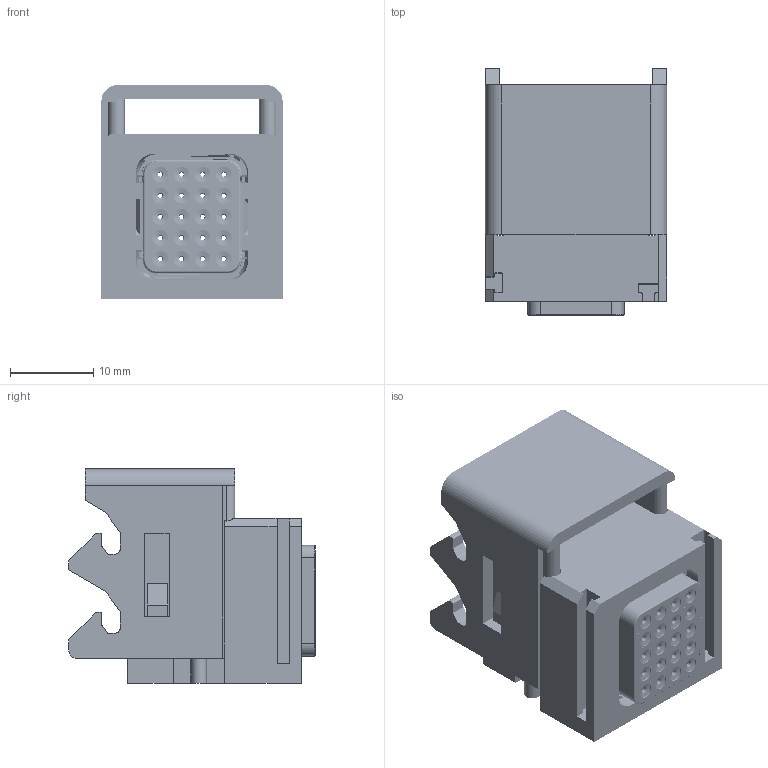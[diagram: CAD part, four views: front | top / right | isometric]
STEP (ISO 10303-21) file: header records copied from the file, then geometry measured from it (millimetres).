
FILE_DESCRIPTION((''),'2;1');
FILE_NAME('35599135000PSU','2020-02-19T',('presta_be4'),(''),'CREO PARAMETRIC BY PTC INC, 2018360','CREO PARAMETRIC BY PTC INC, 2018360','');
FILE_SCHEMA(('CONFIG_CONTROL_DESIGN'));
Products named in the file (1): 35599135000PSU
Bounding box: 21.8 x 29.69 x 25.75 mm (x, y, z)
Volume: 7368 mm3; surface area: 9958.6 mm2
Topology: 1 solids, 1 shells, 4336 faces, 10538 edges, 6356 vertices
Faces by surface type: plane 1596, cylinder 842, bspline 696, torus 580, cone 502, sphere 120
Entity records: 185618 total; most frequent: CARTESIAN_POINT 88246, ORIENTED_EDGE 21076, DIRECTION 19486, EDGE_CURVE 10538, AXIS2_PLACEMENT_3D 7274, VERTEX_POINT 6356, VECTOR 4938, LINE 4938
